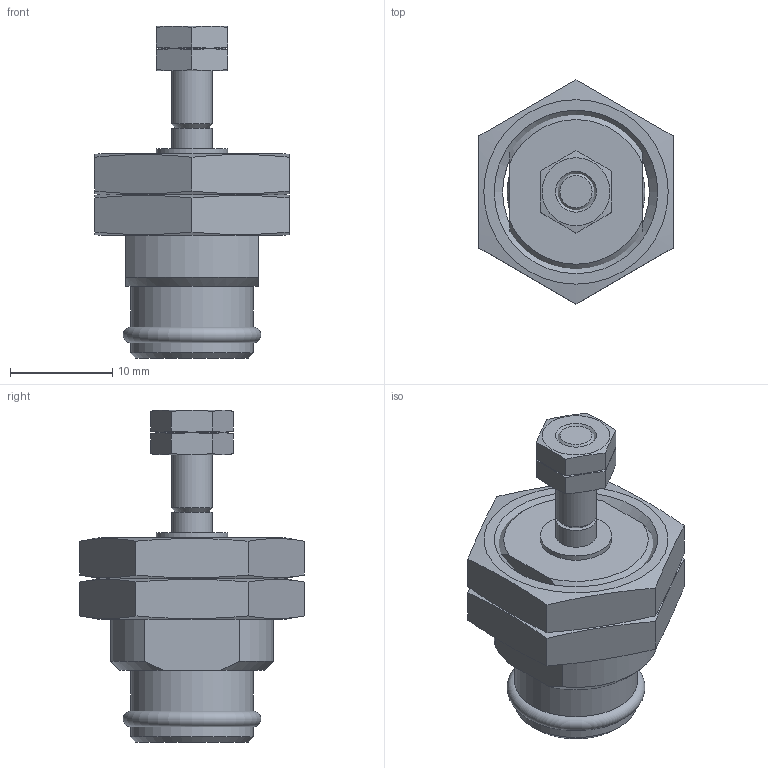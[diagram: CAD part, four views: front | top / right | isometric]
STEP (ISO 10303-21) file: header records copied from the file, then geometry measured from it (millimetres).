
FILE_DESCRIPTION(/* description */ ('STEP AP214'),/* implementation_level */ '2;1');
FILE_NAME(/* name */ '15036_EGZ-10-5',/* time_stamp */ '2024-08-27T13:25:25+02:00',/* author */ ('License CC BY-ND 4.0'),/* organization */ ('CADENAS'),/* preprocessor_version */ 'ST-DEVELOPER v19.3',/* originating_system */ 'PARTsolutions',/* authorisation */ ' ');
FILE_SCHEMA (('AUTOMOTIVE_DESIGN {1 0 10303 214 3 1 1}'));
Length unit declared in the file: millimetre
Products named in the file (5): 15036 EGZ-10-5---(0-1-2-0-2.2-2-0-4); 15036 EGZ-10-5---z(0-1-02.204); DIN439-B M 4; DIN-ISO261 M 16x1,5; 15036 EGZ-10-5k
Assembly tree (6 placements, depth 2):
  15036 EGZ-10-5---(0-1-2-0-2.2-2-0-4)
    15036 EGZ-10-5---z(0-1-02.204)
    DIN439-B M 4  x2
    DIN-ISO261 M 16x1,5  x2
    15036 EGZ-10-5k
Bounding box: 19 x 21.94 x 32.5 mm (x, y, z)
Volume: 4194.5 mm3; surface area: 3882.5 mm2
Topology: 6 solids, 6 shells, 85 faces, 184 edges, 118 vertices
Faces by surface type: plane 45, cone 24, cylinder 15, torus 1
Full cylindrical faces by diameter (mm): 3.242 x2, 4 x3, 4.134 x1, 7 x1, 10 x2, 12 x2, 14.376 x2
Entity records: 1599 total; most frequent: CARTESIAN_POINT 342, DIRECTION 236, ORIENTED_EDGE 188, AXIS2_PLACEMENT_3D 108, EDGE_CURVE 94, EDGE_LOOP 94, FACE_BOUND 94, VERTEX_POINT 74
